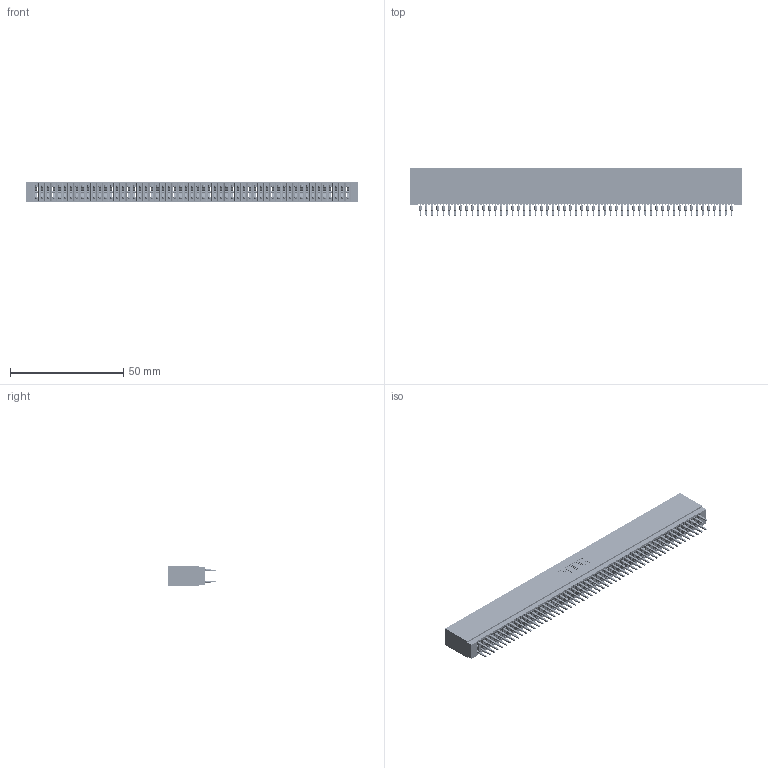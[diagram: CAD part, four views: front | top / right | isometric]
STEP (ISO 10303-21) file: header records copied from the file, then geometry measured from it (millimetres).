
FILE_DESCRIPTION (( 'STEP AP203' ), '1' );
FILE_NAME ('745-110-525-201.STEP', '2020-09-14T14:56:47', ( '' ), ( '' ), 'SwSTEP 2.0', 'SolidWorks 2020', '' );
FILE_SCHEMA (( 'CONFIG_CONTROL_DESIGN' ));
Length unit declared in the file: inch
Products named in the file (3): 745-110-525-201; 745 Part_Insulator Option - 01; 745-292-001_525
Assembly tree (111 placements, depth 2):
  745-110-525-201
    745 Part_Insulator Option - 01
    745-292-001_525  x110
Bounding box: 146.3 x 21.22 x 8.89 mm (x, y, z)
Volume: 13067.3 mm3; surface area: 26763.9 mm2
Topology: 111 solids, 111 shells, 9940 faces, 26713 edges, 16782 vertices
Faces by surface type: plane 5115, bspline 2200, cylinder 1965, torus 660
Entity records: 90825 total; most frequent: CARTESIAN_POINT 16251, ORIENTED_EDGE 15712, DIRECTION 13714, EDGE_CURVE 7856, VECTOR 7344, LINE 7344, VERTEX_POINT 5010, AXIS2_PLACEMENT_3D 3185
